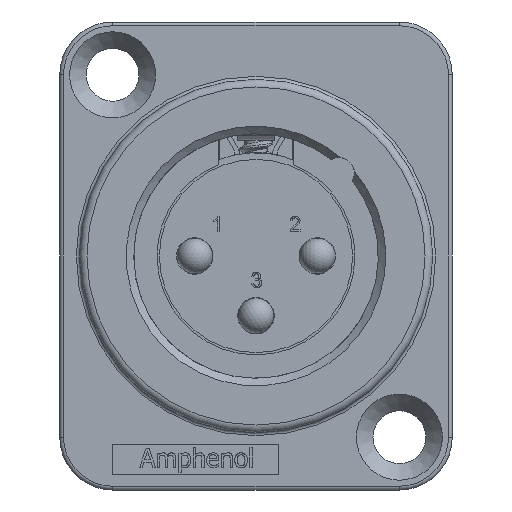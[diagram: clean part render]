
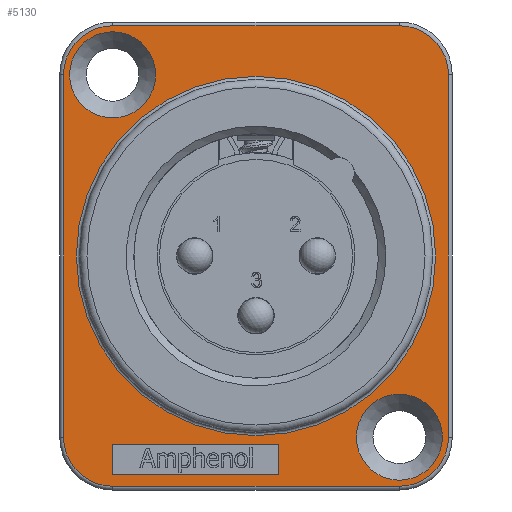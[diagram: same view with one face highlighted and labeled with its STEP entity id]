
A CAD part, left-side view. The second image highlights one B-rep face of the part: STEP entity #5130.
In plain terms, the highlighted planar face has unit normal (-1, 0, 0).
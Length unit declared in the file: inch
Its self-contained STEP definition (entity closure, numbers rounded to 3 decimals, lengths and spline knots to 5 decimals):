
#200=FACE_BOUND('',#1649,.T.);
#201=FACE_BOUND('',#1650,.T.);
#202=FACE_BOUND('',#1651,.T.);
#203=FACE_BOUND('',#1652,.T.);
#794=LINE('',#9947,#1200);
#797=LINE('',#9953,#1203);
#799=LINE('',#9956,#1205);
#801=LINE('',#9965,#1207);
#803=LINE('',#9983,#1209);
#804=LINE('',#9988,#1210);
#806=LINE('',#10003,#1212);
#815=LINE('',#10024,#1221);
#1200=VECTOR('',#6457,0.43307);
#1203=VECTOR('',#6462,0.43307);
#1205=VECTOR('',#6466,0.07874);
#1207=VECTOR('',#6474,0.94488);
#1209=VECTOR('',#6496,0.74803);
#1210=VECTOR('',#6501,0.74803);
#1212=VECTOR('',#6521,0.94488);
#1221=VECTOR('',#6544,0.07874);
#1415=FACE_OUTER_BOUND('',#1648,.T.);
#1648=EDGE_LOOP('',(#4495,#4496,#4497,#4498,#4499,#4500,#4501,#4502));
#1649=EDGE_LOOP('',(#4503,#4504,#4505,#4506));
#1650=EDGE_LOOP('',(#4507));
#1651=EDGE_LOOP('',(#4508));
#1652=EDGE_LOOP('',(#4509));
#1837=CIRCLE('',#5490,0.12795);
#1839=CIRCLE('',#5493,0.12795);
#1845=CIRCLE('',#5502,0.12795);
#1847=CIRCLE('',#5505,0.12795);
#1851=CIRCLE('',#5515,0.4685);
#1852=CIRCLE('',#5516,0.1122);
#1853=CIRCLE('',#5517,0.1122);
#2561=VERTEX_POINT('',#9944);
#2562=VERTEX_POINT('',#9946);
#2563=VERTEX_POINT('',#9950);
#2564=VERTEX_POINT('',#9952);
#2565=VERTEX_POINT('',#9958);
#2568=VERTEX_POINT('',#9963);
#2569=VERTEX_POINT('',#9967);
#2572=VERTEX_POINT('',#9974);
#2573=VERTEX_POINT('',#9979);
#2576=VERTEX_POINT('',#9986);
#2577=VERTEX_POINT('',#9991);
#2580=VERTEX_POINT('',#9998);
#2586=VERTEX_POINT('',#10025);
#2587=VERTEX_POINT('',#10027);
#2588=VERTEX_POINT('',#10029);
#3397=EDGE_CURVE('',#2562,#2561,#794,.T.);
#3400=EDGE_CURVE('',#2564,#2563,#797,.T.);
#3402=EDGE_CURVE('',#2561,#2564,#799,.T.);
#3406=EDGE_CURVE('',#2568,#2565,#801,.T.);
#3409=EDGE_CURVE('',#2565,#2569,#1837,.T.);
#3411=EDGE_CURVE('',#2572,#2568,#1839,.T.);
#3415=EDGE_CURVE('',#2569,#2573,#803,.T.);
#3417=EDGE_CURVE('',#2576,#2572,#804,.T.);
#3421=EDGE_CURVE('',#2573,#2577,#1845,.T.);
#3423=EDGE_CURVE('',#2580,#2576,#1847,.T.);
#3425=EDGE_CURVE('',#2577,#2580,#806,.T.);
#3436=EDGE_CURVE('',#2563,#2562,#815,.T.);
#3437=EDGE_CURVE('',#2586,#2586,#1851,.T.);
#3438=EDGE_CURVE('',#2587,#2587,#1852,.T.);
#3439=EDGE_CURVE('',#2588,#2588,#1853,.T.);
#4495=ORIENTED_EDGE('',*,*,#3406,.F.);
#4496=ORIENTED_EDGE('',*,*,#3411,.F.);
#4497=ORIENTED_EDGE('',*,*,#3417,.F.);
#4498=ORIENTED_EDGE('',*,*,#3423,.F.);
#4499=ORIENTED_EDGE('',*,*,#3425,.F.);
#4500=ORIENTED_EDGE('',*,*,#3421,.F.);
#4501=ORIENTED_EDGE('',*,*,#3415,.F.);
#4502=ORIENTED_EDGE('',*,*,#3409,.F.);
#4503=ORIENTED_EDGE('',*,*,#3397,.T.);
#4504=ORIENTED_EDGE('',*,*,#3402,.T.);
#4505=ORIENTED_EDGE('',*,*,#3400,.T.);
#4506=ORIENTED_EDGE('',*,*,#3436,.T.);
#4507=ORIENTED_EDGE('',*,*,#3437,.F.);
#4508=ORIENTED_EDGE('',*,*,#3438,.T.);
#4509=ORIENTED_EDGE('',*,*,#3439,.T.);
#4809=PLANE('',#5514);
#5130=ADVANCED_FACE('',(#1415,#200,#201,#202,#203),#4809,.F.);
#5490=AXIS2_PLACEMENT_3D('',#9971,#6481,#6482);
#5493=AXIS2_PLACEMENT_3D('',#9976,#6487,#6488);
#5502=AXIS2_PLACEMENT_3D('',#9995,#6509,#6510);
#5505=AXIS2_PLACEMENT_3D('',#10000,#6515,#6516);
#5514=AXIS2_PLACEMENT_3D('',#10023,#6542,#6543);
#5515=AXIS2_PLACEMENT_3D('',#10026,#6545,#6546);
#5516=AXIS2_PLACEMENT_3D('',#10028,#6547,#6548);
#5517=AXIS2_PLACEMENT_3D('',#10030,#6549,#6550);
#6457=DIRECTION('',(0.,1.,0.));
#6462=DIRECTION('',(0.,-1.,0.));
#6466=DIRECTION('',(0.,0.,1.));
#6474=DIRECTION('',(0.,0.,1.));
#6481=DIRECTION('center_axis',(1.,0.,0.));
#6482=DIRECTION('ref_axis',(0.,0.707,0.707));
#6487=DIRECTION('center_axis',(1.,0.,0.));
#6488=DIRECTION('ref_axis',(0.,0.707,-0.707));
#6496=DIRECTION('',(0.,-1.,0.));
#6501=DIRECTION('',(0.,1.,0.));
#6509=DIRECTION('center_axis',(1.,0.,0.));
#6510=DIRECTION('ref_axis',(0.,-0.707,0.707));
#6515=DIRECTION('center_axis',(1.,0.,0.));
#6516=DIRECTION('ref_axis',(0.,-0.707,-0.707));
#6521=DIRECTION('',(0.,0.,-1.));
#6542=DIRECTION('center_axis',(1.,0.,0.));
#6543=DIRECTION('ref_axis',(0.,0.,
-1.));
#6544=DIRECTION('',(0.,0.,-1.));
#6545=DIRECTION('center_axis',(-1.,0.,0.));
#6546=DIRECTION('ref_axis',(0.,0.,
1.));
#6547=DIRECTION('center_axis',(1.,0.,0.));
#6548=DIRECTION('ref_axis',(0.,0.,
-1.));
#6549=DIRECTION('center_axis',(1.,0.,0.));
#6550=DIRECTION('ref_axis',(0.,0.,
-1.));
#9944=CARTESIAN_POINT('',(0.11811,0.37402,-0.57087));
#9946=CARTESIAN_POINT('',(0.11811,-0.05906,-0.57087));
#9947=CARTESIAN_POINT('',(0.11811,0.18701,-0.57087));
#9950=CARTESIAN_POINT('',(0.11811,-0.05906,-0.49213));
#9952=CARTESIAN_POINT('',(0.11811,0.37402,-0.49213));
#9953=CARTESIAN_POINT('',(0.11811,-0.02953,-0.49213));
#9956=CARTESIAN_POINT('',(0.11811,0.37402,-0.24606));
#9958=CARTESIAN_POINT('',(0.11811,0.50197,0.47244));
#9963=CARTESIAN_POINT('',(0.11811,0.50197,-0.47244));
#9965=CARTESIAN_POINT('',(0.11811,0.50197,0.30512));
#9967=CARTESIAN_POINT('',(0.11811,0.37402,0.60039));
#9971=CARTESIAN_POINT('Origin',(0.11811,0.37402,0.47244));
#9974=CARTESIAN_POINT('',(0.11811,0.37402,-0.60039));
#9976=CARTESIAN_POINT('Origin',(0.11811,0.37402,-0.47244));
#9979=CARTESIAN_POINT('',(0.11811,-0.37402,0.60039));
#9983=CARTESIAN_POINT('',(0.11811,-0.25591,0.60039));
#9986=CARTESIAN_POINT('',(0.11811,-0.37402,-0.60039));
#9988=CARTESIAN_POINT('',(0.11811,0.25591,-0.60039));
#9991=CARTESIAN_POINT('',(0.11811,-0.50197,0.47244));
#9995=CARTESIAN_POINT('Origin',(0.11811,-0.37402,0.47244));
#9998=CARTESIAN_POINT('',(0.11811,-0.50197,-0.47244));
#10000=CARTESIAN_POINT('Origin',(0.11811,-0.37402,-0.47244));
#10003=CARTESIAN_POINT('',(0.11811,-0.50197,-0.30512));
#10023=CARTESIAN_POINT('Origin',(0.11811,0.,
0.));
#10024=CARTESIAN_POINT('',(0.11811,-0.05906,-0.28543));
#10025=CARTESIAN_POINT('',(0.11811,0.,-0.4685));
#10026=CARTESIAN_POINT('Origin',(0.11811,0.,
0.));
#10027=CARTESIAN_POINT('',(0.11811,0.37402,0.58465));
#10028=CARTESIAN_POINT('Origin',(0.11811,0.37402,0.47244));
#10029=CARTESIAN_POINT('',(0.11811,-0.37402,-0.36024));
#10030=CARTESIAN_POINT('Origin',(0.11811,-0.37402,-0.47244));
